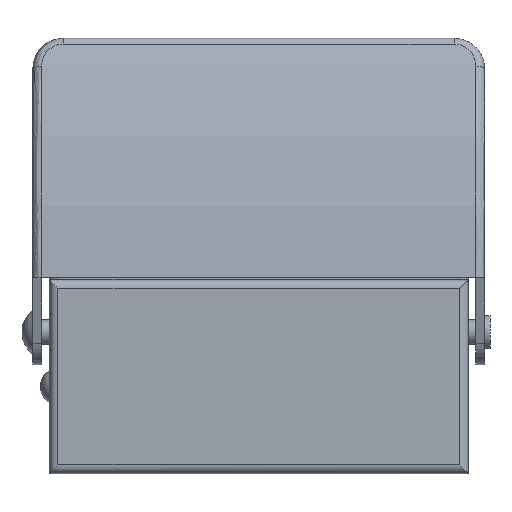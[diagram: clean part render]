
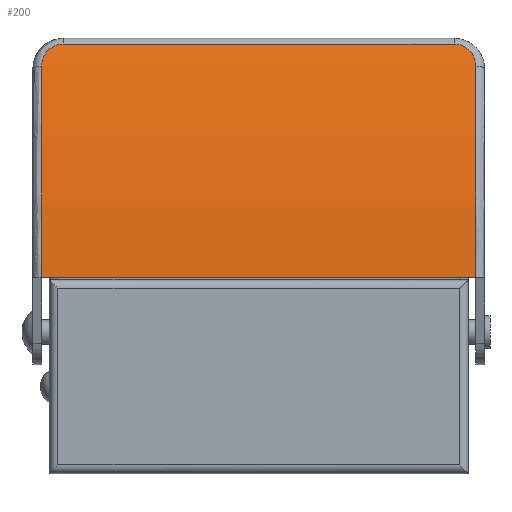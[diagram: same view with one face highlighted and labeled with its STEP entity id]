
A CAD part, left-side view. The second image highlights one B-rep face of the part: STEP entity #200.
In plain terms, the highlighted cylindrical face has radius 70.8 mm (diameter 141.6 mm), a partial arc.
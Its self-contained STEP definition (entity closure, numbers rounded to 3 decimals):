
#200=ADVANCED_FACE('',(#577),#576,.T.);
#576=CYLINDRICAL_SURFACE('',#3049,70.8);
#577=FACE_OUTER_BOUND('',#3050,.T.);
#3046=CARTESIAN_POINT('',(64.254,979.25,2.392));
#3047=DIRECTION('',(0.,1.,0.));
#3048=DIRECTION('',(0.,0.,1.));
#3049=AXIS2_PLACEMENT_3D('',#3046,#3047,#3048);
#3050=EDGE_LOOP('',(#4520,#4521,#4522,#4523,#4524,#4525));
#4520=ORIENTED_EDGE('',*,*,#5763,.T.);
#4521=ORIENTED_EDGE('',*,*,#5764,.T.);
#4522=ORIENTED_EDGE('',*,*,#5707,.T.);
#4523=ORIENTED_EDGE('',*,*,#5706,.T.);
#4524=ORIENTED_EDGE('',*,*,#5703,.T.);
#4525=ORIENTED_EDGE('',*,*,#5765,.T.);
#5703=EDGE_CURVE('',#6334,#6349,#6356,.T.);
#5706=EDGE_CURVE('',#6363,#6334,#6376,.T.);
#5707=EDGE_CURVE('',#6382,#6363,#6383,.T.);
#5763=EDGE_CURVE('',#6760,#6761,#6762,.T.);
#5764=EDGE_CURVE('',#6761,#6382,#6768,.T.);
#5765=EDGE_CURVE('',#6349,#6760,#6774,.T.);
#6334=VERTEX_POINT('',#10541);
#6349=VERTEX_POINT('',#10566);
#6356=(BOUNDED_CURVE() B_SPLINE_CURVE(3,(#10571,#10572,#10573,#10574,#10575,#10576,#10577,#10578,#10579,#10580,#10581,#10582,#10583,#10584),.UNSPECIFIED.,.F.,.F.) B_SPLINE_CURVE_WITH_KNOTS((4,2,2,2,2,2,4),(0.,0.001,0.001,0.002,0.002,0.002,0.003),.UNSPECIFIED.) CURVE() GEOMETRIC_REPRESENTATION_ITEM() RATIONAL_B_SPLINE_CURVE((1.,1.,1.,1.,1.,1.,1.,1.,1.,1.,1.,1.,1.,1.)) REPRESENTATION_ITEM('') );
#6363=VERTEX_POINT('',#10586);
#6376=CIRCLE('',#10602,70.8);
#6382=VERTEX_POINT('',#10603);
#6383=LINE('',#10604,#10605);
#6760=VERTEX_POINT('',#10860);
#6761=VERTEX_POINT('',#10861);
#6762=(BOUNDED_CURVE() B_SPLINE_CURVE(3,(#10862,#10863,#10864,#10865,#10866,#10867,#10868,#10869,#10870,#10871,#10872,#10873,#10874,#10875),.UNSPECIFIED.,.F.,.F.) B_SPLINE_CURVE_WITH_KNOTS((4,2,2,2,2,2,4),(0.,0.,0.001,0.002,0.002,0.003,0.003),.UNSPECIFIED.) CURVE() GEOMETRIC_REPRESENTATION_ITEM() RATIONAL_B_SPLINE_CURVE((1.,1.,1.,1.,1.,1.,1.,1.,1.,1.,1.,1.,1.,1.)) REPRESENTATION_ITEM('') );
#6768=CIRCLE('',#10879,70.8);
#6774=LINE('',#10880,#10881);
#10541=CARTESIAN_POINT('',(-3.022,-19.95,24.449));
#10566=CARTESIAN_POINT('',(-2.325,-17.95,26.472));
#10571=CARTESIAN_POINT('',(-3.022,-19.95,24.449));
#10572=CARTESIAN_POINT('',(-2.937,-19.95,24.709));
#10573=CARTESIAN_POINT('',(-2.852,-19.902,24.962));
#10574=CARTESIAN_POINT('',(-2.729,-19.758,25.324));
#10575=CARTESIAN_POINT('',(-2.69,-19.699,25.439));
#10576=CARTESIAN_POINT('',(-2.614,-19.56,25.657));
#10577=CARTESIAN_POINT('',(-2.578,-19.478,25.761));
#10578=CARTESIAN_POINT('',(-2.511,-19.296,25.951));
#10579=CARTESIAN_POINT('',(-2.481,-19.197,26.036));
#10580=CARTESIAN_POINT('',(-2.427,-18.98,26.188));
#10581=CARTESIAN_POINT('',(-2.403,-18.862,26.255));
#10582=CARTESIAN_POINT('',(-2.346,-18.494,26.414));
#10583=CARTESIAN_POINT('',(-2.325,-18.224,26.472));
#10584=CARTESIAN_POINT('',(-2.325,-17.95,26.472));
#10586=CARTESIAN_POINT('',(-6.498,-19.95,5.));
#10599=CARTESIAN_POINT('',(64.254,-19.95,2.392));
#10600=DIRECTION('',(0.,1.,0.));
#10601=DIRECTION('',(0.,0.,-1.));
#10602=AXIS2_PLACEMENT_3D('',#10599,#10600,#10601);
#10603=CARTESIAN_POINT('',(-6.498,19.95,5.));
#10604=CARTESIAN_POINT('',(-6.498,19.95,5.));
#10605=VECTOR('',#10606,39.9);
#10606=DIRECTION('',(0.,-1.,0.));
#10860=CARTESIAN_POINT('',(-2.325,17.95,26.472));
#10861=CARTESIAN_POINT('',(-3.022,19.95,24.449));
#10862=CARTESIAN_POINT('',(-2.325,17.95,26.472));
#10863=CARTESIAN_POINT('',(-2.325,18.087,26.472));
#10864=CARTESIAN_POINT('',(-2.33,18.221,26.458));
#10865=CARTESIAN_POINT('',(-2.35,18.484,26.403));
#10866=CARTESIAN_POINT('',(-2.365,18.615,26.362));
#10867=CARTESIAN_POINT('',(-2.422,18.983,26.202));
#10868=CARTESIAN_POINT('',(-2.478,19.205,26.046));
#10869=CARTESIAN_POINT('',(-2.611,19.567,25.668));
#10870=CARTESIAN_POINT('',(-2.688,19.71,25.444));
#10871=CARTESIAN_POINT('',(-2.81,19.853,25.085));
#10872=CARTESIAN_POINT('',(-2.853,19.889,24.96));
#10873=CARTESIAN_POINT('',(-2.937,19.938,24.707));
#10874=CARTESIAN_POINT('',(-2.98,19.95,24.579));
#10875=CARTESIAN_POINT('',(-3.022,19.95,24.449));
#10876=CARTESIAN_POINT('',(64.254,19.95,2.392));
#10877=DIRECTION('',(0.,-1.,0.));
#10878=DIRECTION('',(0.,0.,-1.));
#10879=AXIS2_PLACEMENT_3D('',#10876,#10877,#10878);
#10880=CARTESIAN_POINT('',(-2.325,-17.95,26.472));
#10881=VECTOR('',#10882,35.9);
#10882=DIRECTION('',(0.,1.,0.));
